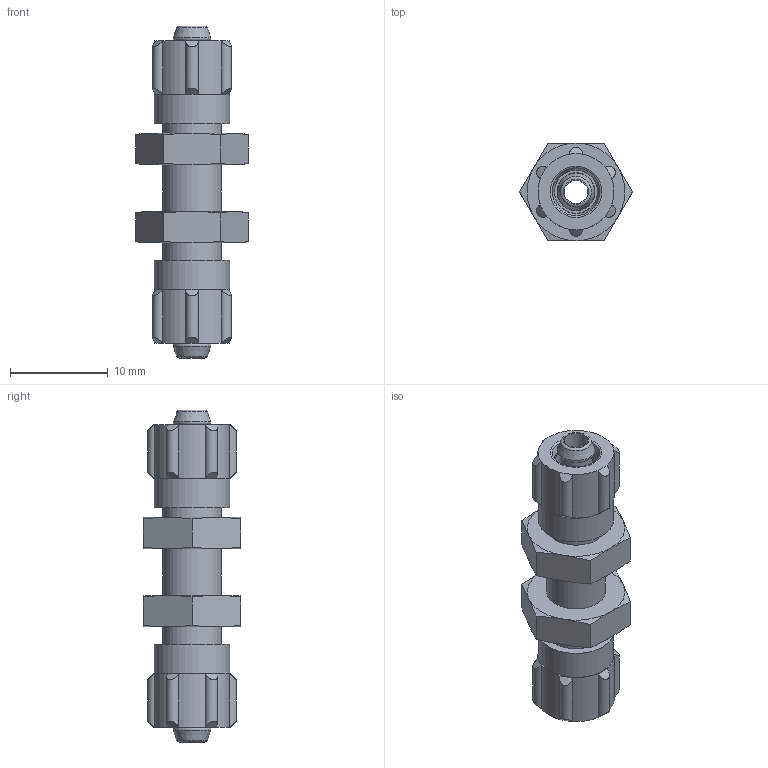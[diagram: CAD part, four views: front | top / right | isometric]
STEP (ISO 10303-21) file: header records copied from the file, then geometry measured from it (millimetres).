
FILE_DESCRIPTION(/* description */ ('STEP AP214'),/* implementation_level */ '2;1');
FILE_NAME(/* name */ '9420_SCK-PK-3',/* time_stamp */ '2024-09-14T23:20:35+02:00',/* author */ ('License CC BY-ND 4.0'),/* organization */ ('CADENAS'),/* preprocessor_version */ 'ST-DEVELOPER v19.3',/* originating_system */ 'PARTsolutions',/* authorisation */ ' ');
FILE_SCHEMA (('AUTOMOTIVE_DESIGN {1 0 10303 214 3 1 1}'));
Length unit declared in the file: millimetre
Products named in the file (4): 9420 SCK-PK-3; 9420 SCK-PK-3---(part); 205254 MCK-PK-3; 9420 M6x0.75
Assembly tree (5 placements, depth 2):
  9420 SCK-PK-3
    9420 SCK-PK-3---(part)
    205254 MCK-PK-3  x2
    9420 M6x0.75  x2
Bounding box: 11.55 x 10 x 34 mm (x, y, z)
Volume: 1559.7 mm3; surface area: 2288.5 mm2
Topology: 5 solids, 5 shells, 134 faces, 263 edges, 143 vertices
Faces by surface type: cone 62, cylinder 36, plane 26, torus 10
Full cylindrical faces by diameter (mm): 2.4 x1, 3.4 x2, 4.4 x2, 5.188 x4, 6 x1, 7.7 x2
Entity records: 1968 total; most frequent: CARTESIAN_POINT 449, DIRECTION 314, ORIENTED_EDGE 242, AXIS2_PLACEMENT_3D 148, EDGE_CURVE 121, EDGE_LOOP 108, FACE_BOUND 108, VERTEX_POINT 79
